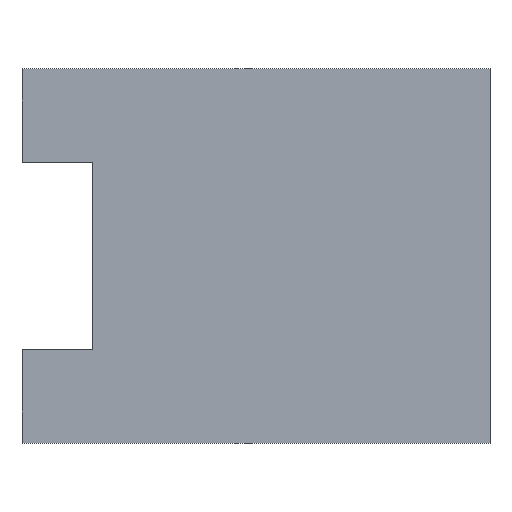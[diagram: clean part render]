
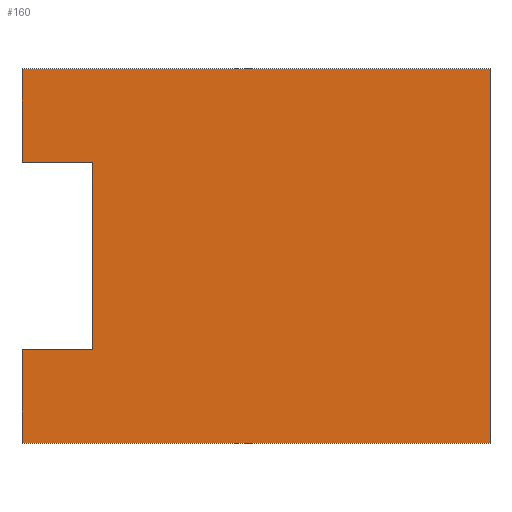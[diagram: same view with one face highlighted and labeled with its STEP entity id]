
A CAD part, left-side view. The second image highlights one B-rep face of the part: STEP entity #160.
In plain terms, the highlighted planar face has unit normal (-1, 0, 0).
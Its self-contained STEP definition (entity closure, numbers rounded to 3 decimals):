
#2 = CARTESIAN_POINT ( 'NONE',  ( 0., -3., -12. ) ) ;
#10 = VERTEX_POINT ( 'NONE', #403 ) ;
#11 = CARTESIAN_POINT ( 'NONE',  ( 0., -20., 0. ) ) ;
#14 = VECTOR ( 'NONE', #15, 1000. ) ;
#15 = DIRECTION ( 'NONE',  ( 0., 0., 1. ) ) ;
#17 = VERTEX_POINT ( 'NONE', #65 ) ;
#18 = DIRECTION ( 'NONE',  ( 0., 1., 0. ) ) ;
#20 = EDGE_CURVE ( 'NONE', #259, #393, #30, .T. ) ;
#25 = CARTESIAN_POINT ( 'NONE',  ( 0., -3., -4. ) ) ;
#27 = EDGE_CURVE ( 'NONE', #56, #138, #336, .T. ) ;
#30 = LINE ( 'NONE', #164, #200 ) ;
#39 = VECTOR ( 'NONE', #246, 1000. ) ;
#42 = VECTOR ( 'NONE', #318, 1000. ) ;
#48 = LINE ( 'NONE', #107, #39 ) ;
#56 = VERTEX_POINT ( 'NONE', #74 ) ;
#63 = EDGE_CURVE ( 'NONE', #138, #67, #48, .T. ) ;
#65 = CARTESIAN_POINT ( 'NONE',  ( 0., 0., -16. ) ) ;
#67 = VERTEX_POINT ( 'NONE', #142 ) ;
#74 = CARTESIAN_POINT ( 'NONE',  ( 0., -3., -4. ) ) ;
#82 = EDGE_CURVE ( 'NONE', #17, #10, #101, .T. ) ;
#101 = LINE ( 'NONE', #311, #151 ) ;
#107 = CARTESIAN_POINT ( 'NONE',  ( 0., 0., 0. ) ) ;
#113 = ORIENTED_EDGE ( 'NONE', *, *, #82, .F. ) ;
#117 = ORIENTED_EDGE ( 'NONE', *, *, #319, .F. ) ;
#134 = DIRECTION ( 'NONE',  ( 0., 0., 1. ) ) ;
#136 = CARTESIAN_POINT ( 'NONE',  ( 0., -3., -12. ) ) ;
#138 = VERTEX_POINT ( 'NONE', #441 ) ;
#142 = CARTESIAN_POINT ( 'NONE',  ( 0., 0., 0. ) ) ;
#148 = LINE ( 'NONE', #11, #296 ) ;
#151 = VECTOR ( 'NONE', #350, 1000. ) ;
#158 = VERTEX_POINT ( 'NONE', #2 ) ;
#160 = ADVANCED_FACE ( 'NONE', ( #351 ), #279, .T. ) ;
#164 = CARTESIAN_POINT ( 'NONE',  ( 0., -20., 0. ) ) ;
#168 = DIRECTION ( 'NONE',  ( -1., 0., 0. ) ) ;
#178 = CARTESIAN_POINT ( 'NONE',  ( 0., -3., 0. ) ) ;
#185 = ORIENTED_EDGE ( 'NONE', *, *, #20, .T. ) ;
#197 = EDGE_CURVE ( 'NONE', #158, #10, #412, .T. ) ;
#200 = VECTOR ( 'NONE', #439, 1000. ) ;
#211 = CARTESIAN_POINT ( 'NONE',  ( 0., -20., 0. ) ) ;
#220 = ORIENTED_EDGE ( 'NONE', *, *, #27, .F. ) ;
#223 = LINE ( 'NONE', #315, #42 ) ;
#239 = ORIENTED_EDGE ( 'NONE', *, *, #63, .F. ) ;
#246 = DIRECTION ( 'NONE',  ( 0., 0., 1. ) ) ;
#255 = ORIENTED_EDGE ( 'NONE', *, *, #197, .T. ) ;
#259 = VERTEX_POINT ( 'NONE', #330 ) ;
#272 = VECTOR ( 'NONE', #376, 1000. ) ;
#279 = PLANE ( 'NONE',  #408 ) ;
#293 = LINE ( 'NONE', #178, #14 ) ;
#296 = VECTOR ( 'NONE', #18, 1000. ) ;
#311 = CARTESIAN_POINT ( 'NONE',  ( 0., 0., 0. ) ) ;
#315 = CARTESIAN_POINT ( 'NONE',  ( 0., -20., -16. ) ) ;
#318 = DIRECTION ( 'NONE',  ( 0., 1., 0. ) ) ;
#319 = EDGE_CURVE ( 'NONE', #259, #17, #223, .T. ) ;
#329 = EDGE_CURVE ( 'NONE', #393, #67, #148, .T. ) ;
#330 = CARTESIAN_POINT ( 'NONE',  ( 0., -20., -16. ) ) ;
#331 = ORIENTED_EDGE ( 'NONE', *, *, #329, .T. ) ;
#335 = EDGE_CURVE ( 'NONE', #158, #56, #293, .T. ) ;
#336 = LINE ( 'NONE', #25, #365 ) ;
#350 = DIRECTION ( 'NONE',  ( 0., 0., 1. ) ) ;
#351 = FACE_OUTER_BOUND ( 'NONE', #446, .T. ) ;
#365 = VECTOR ( 'NONE', #371, 1000. ) ;
#371 = DIRECTION ( 'NONE',  ( 0., 1., 0. ) ) ;
#376 = DIRECTION ( 'NONE',  ( 0., 1., 0. ) ) ;
#393 = VERTEX_POINT ( 'NONE', #400 ) ;
#400 = CARTESIAN_POINT ( 'NONE',  ( 0., -20., 0. ) ) ;
#403 = CARTESIAN_POINT ( 'NONE',  ( 0., 0., -12. ) ) ;
#408 = AXIS2_PLACEMENT_3D ( 'NONE', #211, #168, #134 ) ;
#412 = LINE ( 'NONE', #136, #272 ) ;
#430 = ORIENTED_EDGE ( 'NONE', *, *, #335, .F. ) ;
#439 = DIRECTION ( 'NONE',  ( 0., 0., 1. ) ) ;
#441 = CARTESIAN_POINT ( 'NONE',  ( 0., 0., -4. ) ) ;
#446 = EDGE_LOOP ( 'NONE', ( #430, #255, #113, #117, #185, #331, #239, #220 ) ) ;
